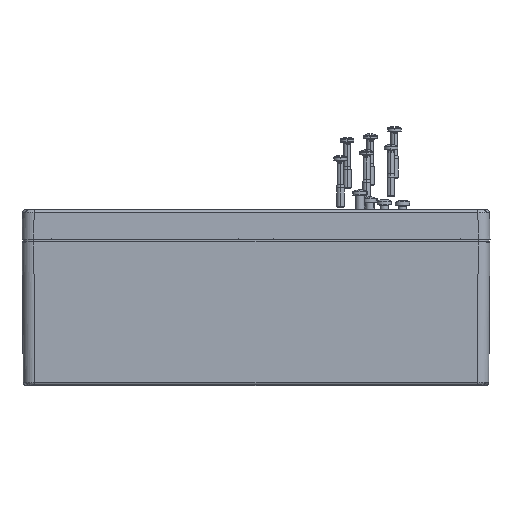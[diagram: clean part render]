
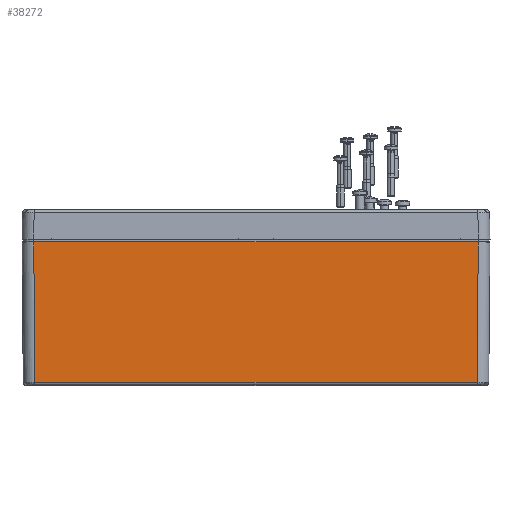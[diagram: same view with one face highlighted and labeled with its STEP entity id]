
A CAD part, top view. The second image highlights one B-rep face of the part: STEP entity #38272.
In plain terms, the highlighted planar face has unit normal (0, -0.009, 1).
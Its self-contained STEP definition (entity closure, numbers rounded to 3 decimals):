
#31036 = VERTEX_POINT('',#31037);
#31037 = CARTESIAN_POINT('',(-113.514,-75.013,
    79.514));
#37725 = VERTEX_POINT('',#37726);
#37726 = CARTESIAN_POINT('',(-114.125,-3.,80.125));
#37735 = EDGE_CURVE('',#37736,#37725,#37738,.T.);
#37736 = VERTEX_POINT('',#37737);
#37737 = CARTESIAN_POINT('',(114.125,-3.,80.125));
#37738 = LINE('',#37739,#37740);
#37739 = CARTESIAN_POINT('',(-120.15,-3.,80.125));
#37740 = VECTOR('',#37741,1.);
#37741 = DIRECTION('',(-1.,0.,0.));
#38146 = VERTEX_POINT('',#38147);
#38147 = CARTESIAN_POINT('',(113.514,-75.013,
    79.514));
#38199 = EDGE_CURVE('',#31036,#38146,#38200,.T.);
#38200 = LINE('',#38201,#38202);
#38201 = CARTESIAN_POINT('',(-120.15,-75.013,79.514));
#38202 = VECTOR('',#38203,1.);
#38203 = DIRECTION('',(1.,0.,0.));
#38272 = ADVANCED_FACE('',(#38273),#38289,.T.);
#38273 = FACE_BOUND('',#38274,.T.);
#38274 = EDGE_LOOP('',(#38275,#38281,#38282,#38288));
#38275 = ORIENTED_EDGE('',*,*,#38276,.T.);
#38276 = EDGE_CURVE('',#38146,#37736,#38277,.T.);
#38277 = LINE('',#38278,#38279);
#38278 = CARTESIAN_POINT('',(114.133,-1.987,
    80.133));
#38279 = VECTOR('',#38280,1.);
#38280 = DIRECTION('',(0.008,1.,
    0.008));
#38281 = ORIENTED_EDGE('',*,*,#37735,.T.);
#38282 = ORIENTED_EDGE('',*,*,#38283,.T.);
#38283 = EDGE_CURVE('',#37725,#31036,#38284,.T.);
#38284 = LINE('',#38285,#38286);
#38285 = CARTESIAN_POINT('',(-114.151,0.051,
    80.15));
#38286 = VECTOR('',#38287,1.);
#38287 = DIRECTION('',(0.008,-1.,
    -0.008));
#38288 = ORIENTED_EDGE('',*,*,#38199,.T.);
#38289 = PLANE('',#38290);
#38290 = AXIS2_PLACEMENT_3D('',#38291,#38292,#38293);
#38291 = CARTESIAN_POINT('',(-120.15,0.,80.15));
#38292 = DIRECTION('',(0.,-0.008,1.));
#38293 = DIRECTION('',(0.,-1.,-0.008));
